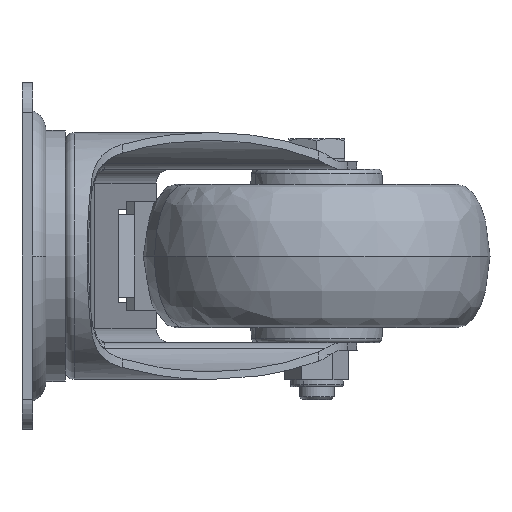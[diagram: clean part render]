
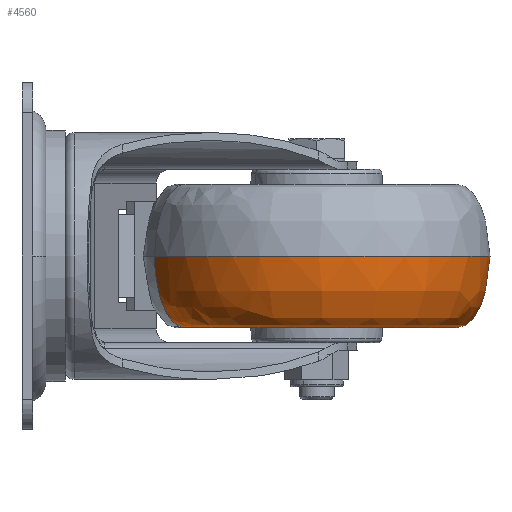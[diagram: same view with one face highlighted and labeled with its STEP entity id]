
A CAD part, left-side view. The second image highlights one B-rep face of the part: STEP entity #4560.
In plain terms, the highlighted free-form (B-spline) face has degree [3, 3] with [4, 4] control points.
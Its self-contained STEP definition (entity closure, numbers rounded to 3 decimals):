
#605 = CARTESIAN_POINT ( 'NONE',  ( -17.285, -121.406, -16.5 ) ) ;
#616 = CARTESIAN_POINT ( 'NONE',  ( 45.061, -102.504, -16.5 ) ) ;
#722 = CARTESIAN_POINT ( 'NONE',  ( 46.16, -105.41, 0. ) ) ;
#911 = ORIENTED_EDGE ( 'NONE', *, *, #5096, .F. ) ;
#974 = CARTESIAN_POINT ( 'NONE',  ( 17.84, -30.59, 0. ) ) ;
#1746 = CARTESIAN_POINT ( 'NONE',  ( 17.84, -30.59, -9.665 ) ) ;
#2073 = VERTEX_POINT ( 'NONE', #16643 ) ;
#2122 = DIRECTION ( 'NONE',  ( 0.354, -0.935, 0. ) ) ;
#2186 = CARTESIAN_POINT ( 'NONE',  ( 46.16, -105.41, 0. ) ) ;
#3118 = CARTESIAN_POINT ( 'NONE',  ( 32., -68., 0. ) ) ;
#3223 = ORIENTED_EDGE ( 'NONE', *, *, #10841, .F. ) ;
#3267 = CARTESIAN_POINT ( 'NONE',  ( 43.505, -98.395, -16.5 ) ) ;
#3334 = ORIENTED_EDGE ( 'NONE', *, *, #10676, .F. ) ;
#3636 =( BOUNDED_SURFACE ( )  B_SPLINE_SURFACE ( 3, 3, ( 
 ( #18359, #6529, #12514, #15474 ),
 ( #18554, #6227, #17062, #15377 ),
 ( #6326, #5043, #16753, #4846 ),
 ( #3267, #605, #11047, #10846 ) ),
 .UNSPECIFIED., .F., .F., .F. ) 
 B_SPLINE_SURFACE_WITH_KNOTS ( ( 4, 4 ),
 ( 4, 4 ),
 ( 0., 1. ),
 ( 0., 1. ),
 .UNSPECIFIED. ) 
 GEOMETRIC_REPRESENTATION_ITEM ( )  RATIONAL_B_SPLINE_SURFACE ( (
 ( 1., 0.333, 0.333, 1.),
 ( 0.805, 0.268, 0.268, 0.805),
 ( 0.805, 0.268, 0.268, 0.805),
 ( 1., 0.333, 0.333, 1.) ) ) 
 REPRESENTATION_ITEM ( '' )  SURFACE ( )  );
#3753 = CARTESIAN_POINT ( 'NONE',  ( 43.505, -98.395, -16.5 ) ) ;
#3828 = VERTEX_POINT ( 'NONE', #2186 ) ;
#4067 = DIRECTION ( 'NONE',  ( 0., 0., -1. ) ) ;
#4560 = ADVANCED_FACE ( 'NONE', ( #12208 ), #3636, .F. ) ;
#4846 = CARTESIAN_POINT ( 'NONE',  ( 18.939, -33.496, -16.5 ) ) ;
#5043 = CARTESIAN_POINT ( 'NONE',  ( -23.948, -128.626, -16.5 ) ) ;
#5096 = EDGE_CURVE ( 'NONE', #2073, #10976, #6559, .T. ) ;
#5442 = EDGE_LOOP ( 'NONE', ( #3334, #911, #3223, #5819 ) ) ;
#5819 = ORIENTED_EDGE ( 'NONE', *, *, #12760, .F. ) ;
#6093 = CARTESIAN_POINT ( 'NONE',  ( 18.939, -33.496, -16.5 ) ) ;
#6227 = CARTESIAN_POINT ( 'NONE',  ( -28.659, -133.731, -9.665 ) ) ;
#6326 = CARTESIAN_POINT ( 'NONE',  ( 45.061, -102.504, -16.5 ) ) ;
#6378 = DIRECTION ( 'NONE',  ( 0., 0., 1. ) ) ;
#6529 = CARTESIAN_POINT ( 'NONE',  ( -28.659, -133.731, 0. ) ) ;
#6559 = CIRCLE ( 'NONE', #17573, 32.5 ) ;
#7368 = AXIS2_PLACEMENT_3D ( 'NONE', #3118, #6378, #2122 ) ;
#8307 = CIRCLE ( 'NONE', #7368, 40. ) ;
#10676 = EDGE_CURVE ( 'NONE', #10976, #16750, #15073, .T. ) ;
#10841 = EDGE_CURVE ( 'NONE', #3828, #2073, #18276, .T. ) ;
#10846 = CARTESIAN_POINT ( 'NONE',  ( 20.495, -37.605, -16.5 ) ) ;
#10976 = VERTEX_POINT ( 'NONE', #11485 ) ;
#11047 = CARTESIAN_POINT ( 'NONE',  ( -40.296, -60.615, -16.5 ) ) ;
#11485 = CARTESIAN_POINT ( 'NONE',  ( 20.495, -37.605, -16.5 ) ) ;
#11634 = CARTESIAN_POINT ( 'NONE',  ( 32., -68., -16.5 ) ) ;
#12079 = CARTESIAN_POINT ( 'NONE',  ( 17.84, -30.59, 0. ) ) ;
#12208 = FACE_OUTER_BOUND ( 'NONE', #5442, .T. ) ;
#12514 = CARTESIAN_POINT ( 'NONE',  ( -56.98, -58.911, 0. ) ) ;
#12760 = EDGE_CURVE ( 'NONE', #16750, #3828, #8307, .T. ) ;
#13863 = CARTESIAN_POINT ( 'NONE',  ( 20.495, -37.605, -16.5 ) ) ;
#15073 =( BOUNDED_CURVE ( )  B_SPLINE_CURVE ( 3, ( #13863, #6093, #1746, #12079 ),
 .UNSPECIFIED., .F., .F. ) 
 B_SPLINE_CURVE_WITH_KNOTS ( ( 4, 4 ),
 ( 3.142, 4.712 ),
 .UNSPECIFIED. ) 
 CURVE ( )  GEOMETRIC_REPRESENTATION_ITEM ( )  RATIONAL_B_SPLINE_CURVE ( ( 1., 0.805, 0.805, 1. ) ) 
 REPRESENTATION_ITEM ( '' )  );
#15377 = CARTESIAN_POINT ( 'NONE',  ( 17.84, -30.59, -9.665 ) ) ;
#15474 = CARTESIAN_POINT ( 'NONE',  ( 17.84, -30.59, 0. ) ) ;
#16643 = CARTESIAN_POINT ( 'NONE',  ( 43.505, -98.395, -16.5 ) ) ;
#16750 = VERTEX_POINT ( 'NONE', #974 ) ;
#16753 = CARTESIAN_POINT ( 'NONE',  ( -50.069, -59.617, -16.5 ) ) ;
#17062 = CARTESIAN_POINT ( 'NONE',  ( -56.98, -58.911, -9.665 ) ) ;
#17072 = CARTESIAN_POINT ( 'NONE',  ( 46.16, -105.41, -9.665 ) ) ;
#17573 = AXIS2_PLACEMENT_3D ( 'NONE', #11634, #4067, #17593 ) ;
#17593 = DIRECTION ( 'NONE',  ( -0.354, 0.935, 0. ) ) ;
#18276 =( BOUNDED_CURVE ( )  B_SPLINE_CURVE ( 3, ( #722, #17072, #616, #3753 ),
 .UNSPECIFIED., .F., .F. ) 
 B_SPLINE_CURVE_WITH_KNOTS ( ( 4, 4 ),
 ( 1.571, 3.142 ),
 .UNSPECIFIED. ) 
 CURVE ( )  GEOMETRIC_REPRESENTATION_ITEM ( )  RATIONAL_B_SPLINE_CURVE ( ( 1., 0.805, 0.805, 1. ) ) 
 REPRESENTATION_ITEM ( '' )  );
#18359 = CARTESIAN_POINT ( 'NONE',  ( 46.16, -105.41, 0. ) ) ;
#18554 = CARTESIAN_POINT ( 'NONE',  ( 46.16, -105.41, -9.665 ) ) ;
